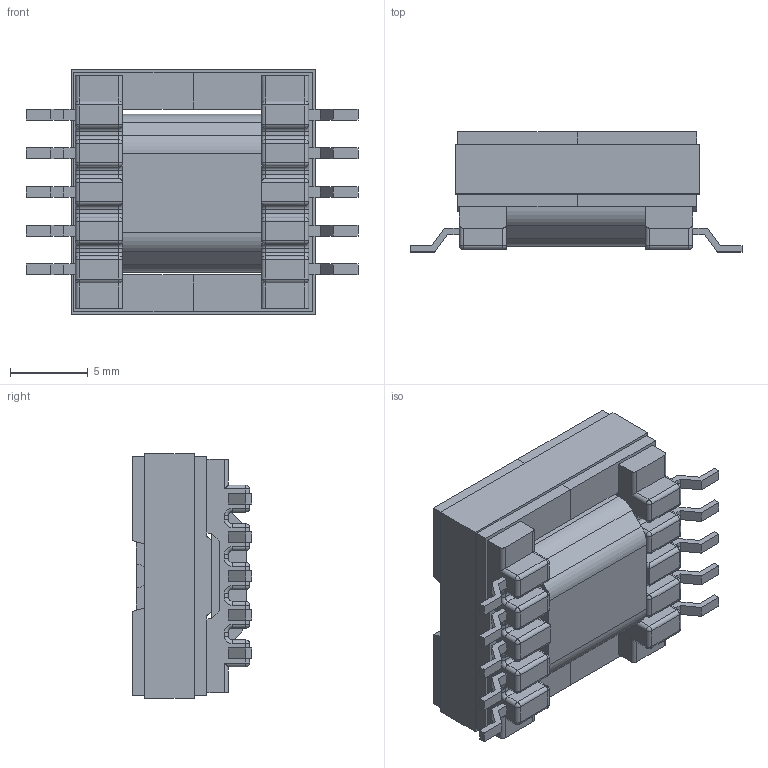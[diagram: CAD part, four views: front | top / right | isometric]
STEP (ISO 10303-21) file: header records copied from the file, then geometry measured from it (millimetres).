
FILE_DESCRIPTION (( 'STEP AP214' ), '1' );
FILE_NAME ('EFD15-2644-2078.STEP', '2021-03-10T22:32:07', ( '' ), ( '' ), 'SwSTEP 2.0', 'SolidWorks 2017', '' );
FILE_SCHEMA (( 'AUTOMOTIVE_DESIGN' ));
Length unit declared in the file: millimetre
Products named in the file (5): 150-2078_6B; 440-9985-2078; EFD15-2644; 070-2644_6G; EFD15-2644-2078
Assembly tree (5 placements, depth 2):
  EFD15-2644-2078
    070-2644_6G
    150-2078_6B  x2
    EFD15-2644
    440-9985-2078
Bounding box: 21.35 x 7.7 x 15.7 mm (x, y, z)
Volume: 1428.1 mm3; surface area: 2812.8 mm2
Topology: 5 solids, 5 shells, 460 faces, 1160 edges, 684 vertices
Faces by surface type: plane 245, cylinder 143, sphere 36, torus 36
Entity records: 13284 total; most frequent: DIRECTION 2228, CARTESIAN_POINT 2188, ORIENTED_EDGE 2116, EDGE_CURVE 1058, VECTOR 748, LINE 748, AXIS2_PLACEMENT_3D 740, VERTEX_POINT 640
